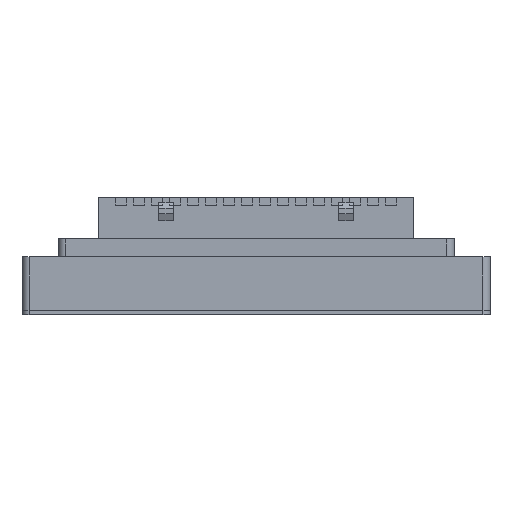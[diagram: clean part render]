
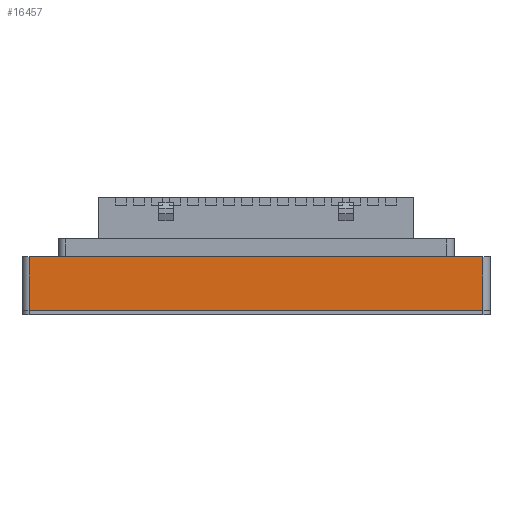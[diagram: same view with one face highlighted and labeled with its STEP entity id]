
A CAD part, top view. The second image highlights one B-rep face of the part: STEP entity #16457.
In plain terms, the highlighted planar face has unit normal (0, 0, 1).
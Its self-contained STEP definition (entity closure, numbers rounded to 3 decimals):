
#432=ORIENTED_EDGE('',*,*,#4007,.T.);
#433=ORIENTED_EDGE('',*,*,#4008,.F.);
#434=ORIENTED_EDGE('',*,*,#4009,.F.);
#435=ORIENTED_EDGE('',*,*,#4005,.T.);
#4005=EDGE_CURVE('',#5787,#5786,#6996,.T.);
#4007=EDGE_CURVE('',#5786,#5788,#6997,.T.);
#4008=EDGE_CURVE('',#5789,#5788,#6998,.T.);
#4009=EDGE_CURVE('',#5787,#5789,#6999,.T.);
#5786=VERTEX_POINT('',#21360);
#5787=VERTEX_POINT('',#21362);
#5788=VERTEX_POINT('',#21366);
#5789=VERTEX_POINT('',#21368);
#6996=LINE('',#21361,#8732);
#6997=LINE('',#21365,#8733);
#6998=LINE('',#21367,#8734);
#6999=LINE('',#21369,#8735);
#8732=VECTOR('',#18084,1000.);
#8733=VECTOR('',#18089,1000.);
#8734=VECTOR('',#18090,1000.);
#8735=VECTOR('',#18091,1000.);
#10294=EDGE_LOOP('',(#432,#433,#434,#435));
#10922=FACE_BOUND('',#10294,.T.);
#11534=PLANE('',#17116);
#16457=ADVANCED_FACE('',(#10922),#11534,.F.);
#17116=AXIS2_PLACEMENT_3D('',#21364,#18087,#18088);
#18084=DIRECTION('',(0.,-1.,0.));
#18087=DIRECTION('',(0.,0.,-1.));
#18088=DIRECTION('',(-1.,0.,0.));
#18089=DIRECTION('',(1.,0.,0.));
#18090=DIRECTION('',(0.,-1.,0.));
#18091=DIRECTION('',(1.,0.,0.));
#21360=CARTESIAN_POINT('',(-12.6,-2.5,13.));
#21361=CARTESIAN_POINT('',(-12.6,0.5,13.));
#21362=CARTESIAN_POINT('',(-12.6,0.5,13.));
#21364=CARTESIAN_POINT('',(-12.6,0.5,13.));
#21365=CARTESIAN_POINT('',(-12.6,-2.5,13.));
#21366=CARTESIAN_POINT('',(12.6,-2.5,13.));
#21367=CARTESIAN_POINT('',(12.6,0.5,13.));
#21368=CARTESIAN_POINT('',(12.6,0.5,13.));
#21369=CARTESIAN_POINT('',(-12.6,0.5,13.));
